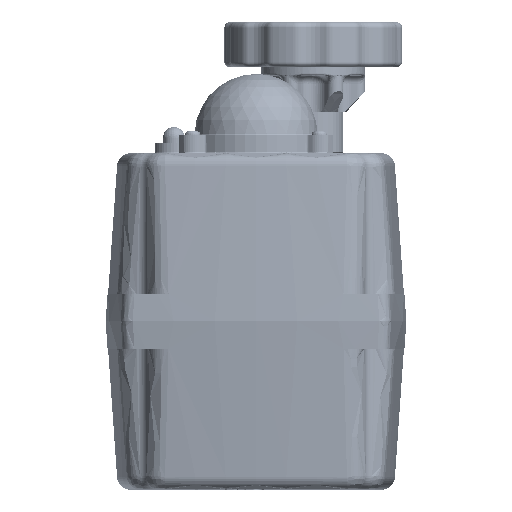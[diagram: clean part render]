
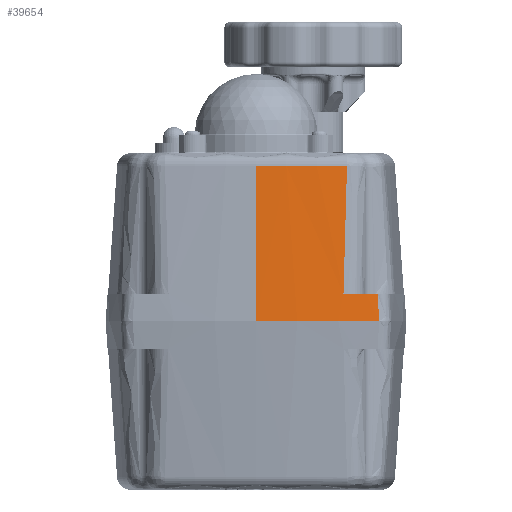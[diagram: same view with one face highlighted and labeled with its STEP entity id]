
A CAD part, top view. The second image highlights one B-rep face of the part: STEP entity #39654.
In plain terms, the highlighted conical face has half-angle 4 degrees and reference radius 403.75 mm.
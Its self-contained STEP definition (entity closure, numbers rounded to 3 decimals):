
#23 = EDGE_CURVE ( 'NONE', #97456, #172781, #8174, .T. ) ;
#1691 = CARTESIAN_POINT ( 'NONE',  ( 18.457, -17.101, 106.898 ) ) ;
#1752 = CARTESIAN_POINT ( 'NONE',  ( 29.979, -69.542, 109.458 ) ) ;
#2065 = CARTESIAN_POINT ( 'NONE',  ( -14.82, -73.95, 112.261 ) ) ;
#2661 = CARTESIAN_POINT ( 'NONE',  ( 30.247, -73.95, 109.738 ) ) ;
#6537 = CARTESIAN_POINT ( 'NONE',  ( 18.191, -24.071, 107.409 ) ) ;
#8174 = CIRCLE ( 'NONE', #77753, 399.775 ) ;
#12313 = CIRCLE ( 'NONE', #58337, 403.051 ) ;
#25380 = CARTESIAN_POINT ( 'NONE',  ( 17.259, -58.855, 109.926 ) ) ;
#31613 = VERTEX_POINT ( 'NONE', #171598 ) ;
#32679 = AXIS2_PLACEMENT_3D ( 'NONE', #138851, #33460, #175747 ) ;
#33460 = DIRECTION ( 'NONE',  ( 0., -1., 0. ) ) ;
#36960 = CARTESIAN_POINT ( 'NONE',  ( -14.82, -17.101, -291.489 ) ) ;
#38216 = CONICAL_SURFACE ( 'NONE', #246429, 403.75, 0.07 ) ;
#39654 = ADVANCED_FACE ( 'NONE', ( #240325 ), #38216, .T. ) ;
#44183 = CARTESIAN_POINT ( 'NONE',  ( 17.764, -37.47, 108.384 ) ) ;
#45067 = CARTESIAN_POINT ( 'NONE',  ( 17.92, -32.221, 108.004 ) ) ;
#45077 = EDGE_CURVE ( 'NONE', #97456, #183609, #63760, .T. ) ;
#51207 = DIRECTION ( 'NONE',  ( 0., 0., 1. ) ) ;
#58337 = AXIS2_PLACEMENT_3D ( 'NONE', #90445, #153168, #51207 ) ;
#63760 = LINE ( 'NONE', #249021, #185611 ) ;
#66433 = CARTESIAN_POINT ( 'NONE',  ( 18.457, -17.101, 106.898 ) ) ;
#77753 = AXIS2_PLACEMENT_3D ( 'NONE', #36960, #137118, #97636 ) ;
#79671 = EDGE_CURVE ( 'NONE', #31613, #215309, #12313, .T. ) ;
#81798 = ORIENTED_EDGE ( 'NONE', *, *, #114633, .F. ) ;
#90445 = CARTESIAN_POINT ( 'NONE',  ( -14.82, -63.95, -291.489 ) ) ;
#97456 = VERTEX_POINT ( 'NONE', #193326 ) ;
#97636 = DIRECTION ( 'NONE',  ( 0., 0., 1. ) ) ;
#101802 = ORIENTED_EDGE ( 'NONE', *, *, #45077, .T. ) ;
#102722 = CARTESIAN_POINT ( 'NONE',  ( 30.182, -72.876, 109.669 ) ) ;
#108179 = DIRECTION ( 'NONE',  ( 0., -0.998, 0.07 ) ) ;
#109034 = CARTESIAN_POINT ( 'NONE',  ( 29.638, -63.95, 109.102 ) ) ;
#114633 = EDGE_CURVE ( 'NONE', #227875, #183609, #197725, .T. ) ;
#121931 = CARTESIAN_POINT ( 'NONE',  ( -14.82, -73.95, -291.489 ) ) ;
#122125 = ORIENTED_EDGE ( 'NONE', *, *, #167732, .F. ) ;
#122445 = CARTESIAN_POINT ( 'NONE',  ( 30.215, -73.413, 109.704 ) ) ;
#137118 = DIRECTION ( 'NONE',  ( 0., 1., 0. ) ) ;
#138851 = CARTESIAN_POINT ( 'NONE',  ( -14.82, -73.95, -291.489 ) ) ;
#143639 = B_SPLINE_CURVE_WITH_KNOTS ( 'NONE', 3,
 ( #66433, #169382, #6537, #166748, #45067, #150516, #44183, #208091, #147852, #228768, #25380, #229650 ),
 .UNSPECIFIED., .F., .F.,
 ( 4, 2, 2, 2, 2, 4 ),
 ( 17.956, 28.445, 35.464, 39.851, 49.619, 64.944 ),
 .UNSPECIFIED. ) ;
#143904 = EDGE_LOOP ( 'NONE', ( #199344, #101802, #81798, #122125, #187587, #167370 ) ) ;
#144823 = CARTESIAN_POINT ( 'NONE',  ( 29.638, -63.95, 109.102 ) ) ;
#147852 = CARTESIAN_POINT ( 'NONE',  ( 17.551, -45.421, 108.96 ) ) ;
#150516 = CARTESIAN_POINT ( 'NONE',  ( 17.806, -36.012, 108.279 ) ) ;
#153168 = DIRECTION ( 'NONE',  ( 0., 1., 0. ) ) ;
#166748 = CARTESIAN_POINT ( 'NONE',  ( 17.994, -29.889, 107.834 ) ) ;
#167370 = ORIENTED_EDGE ( 'NONE', *, *, #215895, .F. ) ;
#167732 = EDGE_CURVE ( 'NONE', #215309, #227875, #238520, .T. ) ;
#169382 = CARTESIAN_POINT ( 'NONE',  ( 18.318, -20.586, 107.154 ) ) ;
#171598 = CARTESIAN_POINT ( 'NONE',  ( 17.176, -63.95, 110.29 ) ) ;
#172781 = VERTEX_POINT ( 'NONE', #1691 ) ;
#175747 = DIRECTION ( 'NONE',  ( 0., 0., 1. ) ) ;
#183609 = VERTEX_POINT ( 'NONE', #2065 ) ;
#185611 = VECTOR ( 'NONE', #108179, 1000. ) ;
#187587 = ORIENTED_EDGE ( 'NONE', *, *, #79671, .F. ) ;
#193326 = CARTESIAN_POINT ( 'NONE',  ( -14.82, -17.101, 108.286 ) ) ;
#197725 = CIRCLE ( 'NONE', #32679, 403.75 ) ;
#199344 = ORIENTED_EDGE ( 'NONE', *, *, #23, .F. ) ;
#205378 = DIRECTION ( 'NONE',  ( 0., 0., 1. ) ) ;
#208091 = CARTESIAN_POINT ( 'NONE',  ( 17.634, -42.174, 108.725 ) ) ;
#215309 = VERTEX_POINT ( 'NONE', #109034 ) ;
#215895 = EDGE_CURVE ( 'NONE', #172781, #31613, #143639, .T. ) ;
#224301 = DIRECTION ( 'NONE',  ( 0., -1., 0. ) ) ;
#227875 = VERTEX_POINT ( 'NONE', #259524 ) ;
#228768 = CARTESIAN_POINT ( 'NONE',  ( 17.359, -53.761, 109.56 ) ) ;
#229650 = CARTESIAN_POINT ( 'NONE',  ( 17.176, -63.95, 110.29 ) ) ;
#238520 = B_SPLINE_CURVE_WITH_KNOTS ( 'NONE', 3,
 ( #144823, #245393, #1752, #102722, #122445, #2661 ),
 .UNSPECIFIED., .F., .F.,
 ( 4, 2, 4 ),
 ( 5.022, 13.443, 15.06 ),
 .UNSPECIFIED. ) ;
#240325 = FACE_OUTER_BOUND ( 'NONE', #143904, .T. ) ;
#245393 = CARTESIAN_POINT ( 'NONE',  ( 29.809, -66.746, 109.28 ) ) ;
#246429 = AXIS2_PLACEMENT_3D ( 'NONE', #121931, #224301, #205378 ) ;
#249021 = CARTESIAN_POINT ( 'NONE',  ( -14.82, -73.95, 112.261 ) ) ;
#259524 = CARTESIAN_POINT ( 'NONE',  ( 30.247, -73.95, 109.738 ) ) ;
